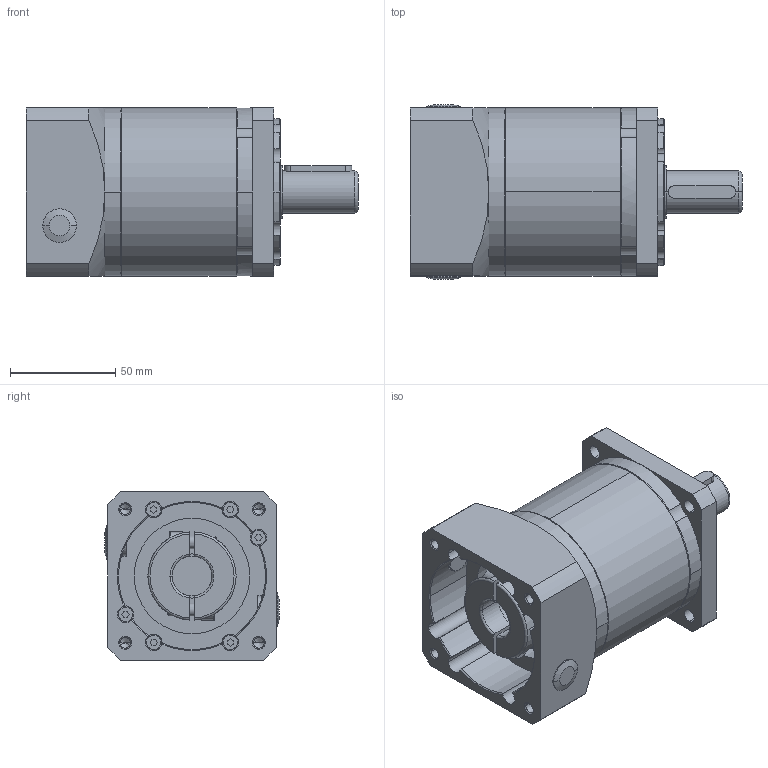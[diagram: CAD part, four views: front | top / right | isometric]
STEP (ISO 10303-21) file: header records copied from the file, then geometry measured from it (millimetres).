
FILE_DESCRIPTION (( 'STEP AP203' ), '1' );
FILE_NAME ('JAF080-L2-19-70-90-M6-A20.STEP', '2023-07-14T01:14:21', ( '' ), ( '' ), 'SwSTEP 2.0', 'SolidWorks 2018', '' );
FILE_SCHEMA (( 'CONFIG_CONTROL_DESIGN' ));
Length unit declared in the file: millimetre
Products named in the file (1): JAF080-L2-19-70-90-M6-A20
Bounding box: 158 x 83 x 80 mm (x, y, z)
Volume: 567281 mm3; surface area: 101519.8 mm2
Topology: 24 solids, 24 shells, 571 faces, 1375 edges, 876 vertices
Faces by surface type: plane 256, cylinder 179, cone 57, torus 47, bspline 24, sphere 8
Entity records: 17994 total; most frequent: CARTESIAN_POINT 4431, DIRECTION 2929, ORIENTED_EDGE 2730, EDGE_CURVE 1365, AXIS2_PLACEMENT_3D 1138, VERTEX_POINT 876, VECTOR 653, LINE 653
